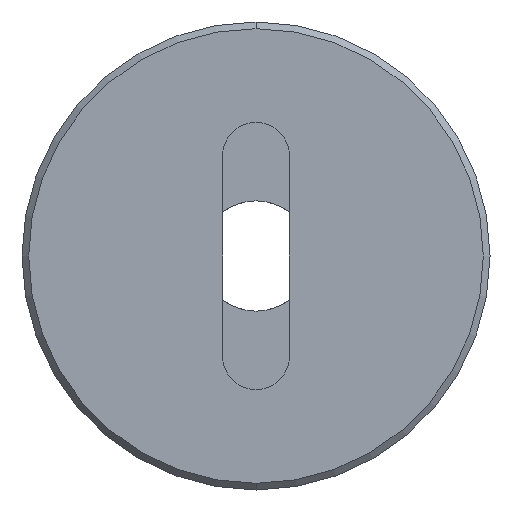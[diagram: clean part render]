
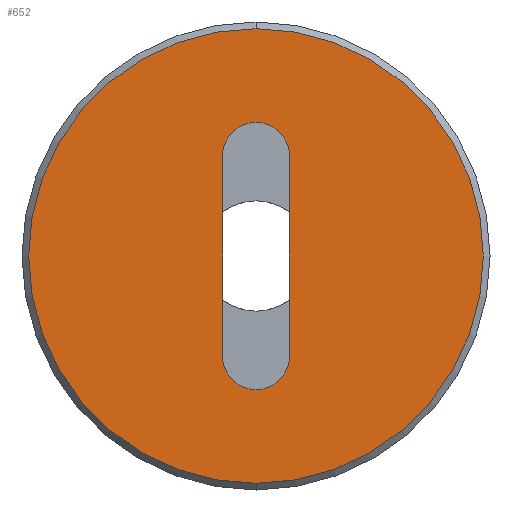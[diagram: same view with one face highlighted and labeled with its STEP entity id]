
A CAD part, front view. The second image highlights one B-rep face of the part: STEP entity #652.
In plain terms, the highlighted planar face has unit normal (0, -1, 0).
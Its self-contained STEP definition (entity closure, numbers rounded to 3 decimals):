
#2 = VERTEX_POINT ( 'NONE', #767 ) ;
#6 = VERTEX_POINT ( 'NONE', #677 ) ;
#85 = CARTESIAN_POINT ( 'NONE',  ( -1., 0., 3. ) ) ;
#121 = DIRECTION ( 'NONE',  ( 0., 0., -1. ) ) ;
#136 = AXIS2_PLACEMENT_3D ( 'NONE', #1198, #482, #288 ) ;
#138 = DIRECTION ( 'NONE',  ( 0., 0., 1. ) ) ;
#144 = ORIENTED_EDGE ( 'NONE', *, *, #1233, .F. ) ;
#148 = LINE ( 'NONE', #546, #476 ) ;
#149 = CIRCLE ( 'NONE', #323, 1. ) ;
#206 = PLANE ( 'NONE',  #1243 ) ;
#288 = DIRECTION ( 'NONE',  ( 0., 0., 1. ) ) ;
#303 = ORIENTED_EDGE ( 'NONE', *, *, #1160, .F. ) ;
#323 = AXIS2_PLACEMENT_3D ( 'NONE', #768, #1174, #121 ) ;
#355 = CARTESIAN_POINT ( 'NONE',  ( 0., 0., -3. ) ) ;
#386 = DIRECTION ( 'NONE',  ( 0., 0., 1. ) ) ;
#403 = EDGE_CURVE ( 'NONE', #6, #518, #148, .T. ) ;
#439 = CARTESIAN_POINT ( 'NONE',  ( 0., 0., 0. ) ) ;
#461 = ORIENTED_EDGE ( 'NONE', *, *, #503, .F. ) ;
#476 = VECTOR ( 'NONE', #970, 1000. ) ;
#482 = DIRECTION ( 'NONE',  ( 0., -1., 0. ) ) ;
#487 = AXIS2_PLACEMENT_3D ( 'NONE', #439, #544, #138 ) ;
#497 = EDGE_CURVE ( 'NONE', #850, #860, #953, .T. ) ;
#503 = EDGE_CURVE ( 'NONE', #1072, #651, #695, .T. ) ;
#507 = DIRECTION ( 'NONE',  ( 0., 1., 0. ) ) ;
#509 = EDGE_LOOP ( 'NONE', ( #461, #144, #1228, #645, #303 ) ) ;
#518 = VERTEX_POINT ( 'NONE', #85 ) ;
#544 = DIRECTION ( 'NONE',  ( 0., -1., 0. ) ) ;
#546 = CARTESIAN_POINT ( 'NONE',  ( -1., 0., 0. ) ) ;
#572 = CARTESIAN_POINT ( 'NONE',  ( 0., 0., -6.8 ) ) ;
#645 = ORIENTED_EDGE ( 'NONE', *, *, #403, .T. ) ;
#651 = VERTEX_POINT ( 'NONE', #926 ) ;
#652 = ADVANCED_FACE ( 'NONE', ( #1129, #733 ), #206, .F. ) ;
#654 = DIRECTION ( 'NONE',  ( 0., -1., 0. ) ) ;
#677 = CARTESIAN_POINT ( 'NONE',  ( -1., 0., -3. ) ) ;
#695 = LINE ( 'NONE', #899, #886 ) ;
#709 = CARTESIAN_POINT ( 'NONE',  ( 1., 0., -3. ) ) ;
#727 = DIRECTION ( 'NONE',  ( 0., 0., 1. ) ) ;
#733 = FACE_BOUND ( 'NONE', #509, .T. ) ;
#754 = EDGE_CURVE ( 'NONE', #6, #2, #1110, .T. ) ;
#767 = CARTESIAN_POINT ( 'NONE',  ( 0., 0., -4. ) ) ;
#768 = CARTESIAN_POINT ( 'NONE',  ( 0., 0., 3. ) ) ;
#769 = EDGE_CURVE ( 'NONE', #860, #850, #1048, .T. ) ;
#810 = DIRECTION ( 'NONE',  ( 0., 0., -1. ) ) ;
#850 = VERTEX_POINT ( 'NONE', #1171 ) ;
#856 = DIRECTION ( 'NONE',  ( 0., 0., -1. ) ) ;
#860 = VERTEX_POINT ( 'NONE', #572 ) ;
#886 = VECTOR ( 'NONE', #386, 1000. ) ;
#899 = CARTESIAN_POINT ( 'NONE',  ( 1., 0., 0. ) ) ;
#926 = CARTESIAN_POINT ( 'NONE',  ( 1., 0., 3. ) ) ;
#950 = ORIENTED_EDGE ( 'NONE', *, *, #769, .T. ) ;
#953 = CIRCLE ( 'NONE', #136, 6.8 ) ;
#956 = EDGE_LOOP ( 'NONE', ( #998, #950 ) ) ;
#970 = DIRECTION ( 'NONE',  ( 0., 0., 1. ) ) ;
#997 = DIRECTION ( 'NONE',  ( 0., -1., 0. ) ) ;
#998 = ORIENTED_EDGE ( 'NONE', *, *, #497, .T. ) ;
#1026 = CARTESIAN_POINT ( 'NONE',  ( 0., 0., 0. ) ) ;
#1043 = AXIS2_PLACEMENT_3D ( 'NONE', #1200, #997, #810 ) ;
#1045 = CIRCLE ( 'NONE', #1043, 1. ) ;
#1048 = CIRCLE ( 'NONE', #487, 6.8 ) ;
#1068 = AXIS2_PLACEMENT_3D ( 'NONE', #355, #654, #856 ) ;
#1072 = VERTEX_POINT ( 'NONE', #709 ) ;
#1110 = CIRCLE ( 'NONE', #1068, 1. ) ;
#1129 = FACE_OUTER_BOUND ( 'NONE', #956, .T. ) ;
#1160 = EDGE_CURVE ( 'NONE', #651, #518, #149, .T. ) ;
#1171 = CARTESIAN_POINT ( 'NONE',  ( 0., 0., 6.8 ) ) ;
#1174 = DIRECTION ( 'NONE',  ( 0., -1., 0. ) ) ;
#1198 = CARTESIAN_POINT ( 'NONE',  ( 0., 0., 0. ) ) ;
#1200 = CARTESIAN_POINT ( 'NONE',  ( 0., 0., -3. ) ) ;
#1228 = ORIENTED_EDGE ( 'NONE', *, *, #754, .F. ) ;
#1233 = EDGE_CURVE ( 'NONE', #2, #1072, #1045, .T. ) ;
#1243 = AXIS2_PLACEMENT_3D ( 'NONE', #1026, #507, #727 ) ;
